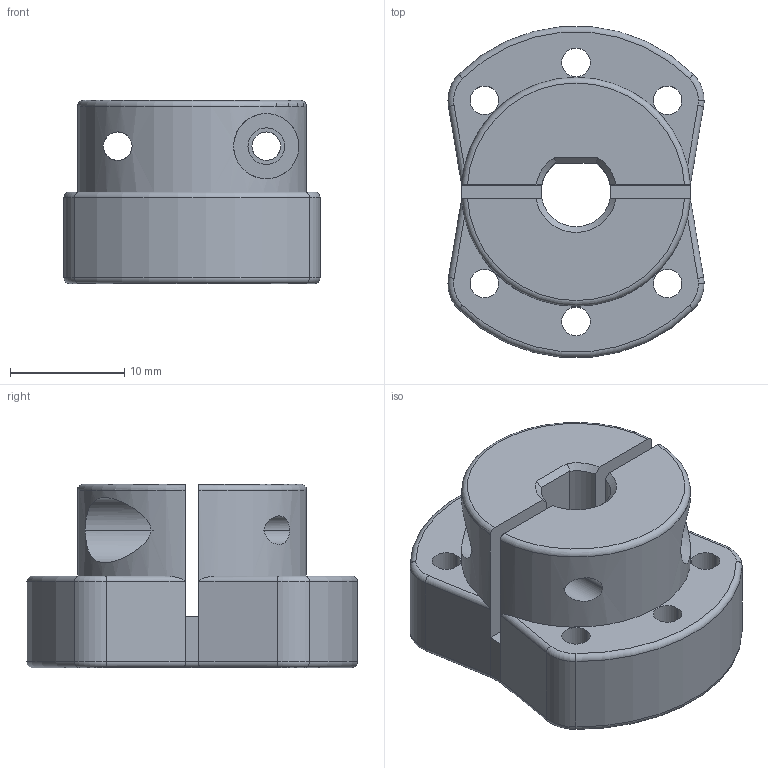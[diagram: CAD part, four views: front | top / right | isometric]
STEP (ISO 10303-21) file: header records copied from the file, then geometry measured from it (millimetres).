
FILE_DESCRIPTION (( 'STEP AP214' ), '1' );
FILE_NAME ('76280 - Clamping Shaft Hub V2.STEP', '2022-08-04T13:01:42', ( '' ), ( '' ), 'SwSTEP 2.0', 'SolidWorks 2022', '' );
FILE_SCHEMA (( 'AUTOMOTIVE_DESIGN' ));
Length unit declared in the file: millimetre
Products named in the file (1): 76281 - Clamping Shaft Hub V2
Bounding box: 22.37 x 28.89 x 16 mm (x, y, z)
Volume: 5723.7 mm3; surface area: 3323.8 mm2
Topology: 1 solids, 1 shells, 93 faces, 232 edges, 142 vertices
Faces by surface type: cylinder 47, plane 22, torus 18, cone 6
Entity records: 3110 total; most frequent: CARTESIAN_POINT 784, DIRECTION 506, ORIENTED_EDGE 464, EDGE_CURVE 232, AXIS2_PLACEMENT_3D 208, VERTEX_POINT 142, EDGE_LOOP 116, CIRCLE 114
